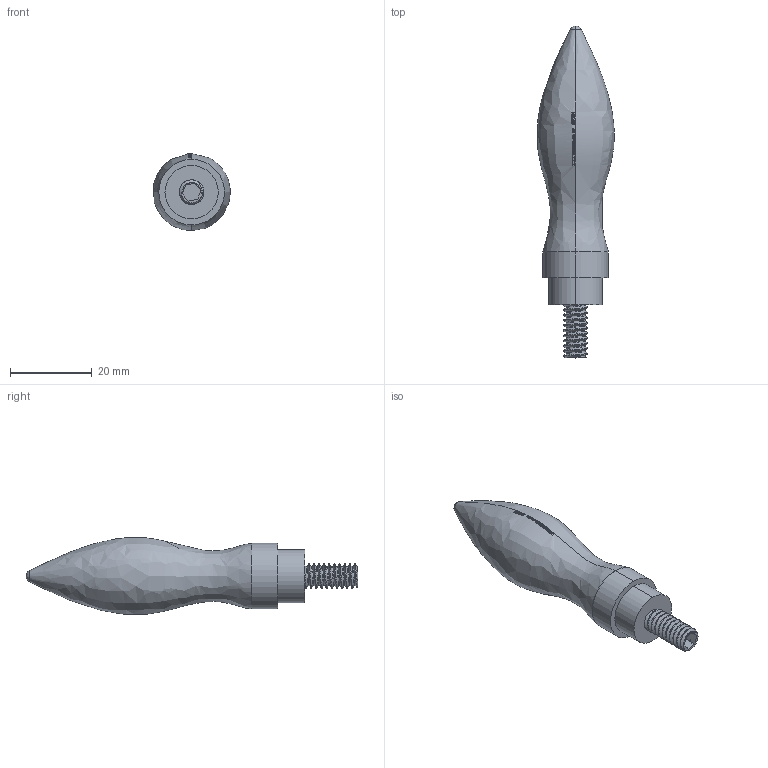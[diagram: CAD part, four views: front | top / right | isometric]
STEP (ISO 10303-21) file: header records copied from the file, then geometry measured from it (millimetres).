
FILE_DESCRIPTION (( 'STEP AP214' ), '1' );
FILE_NAME ('02791-Revolving Grip Thermoplastic Black M8.STEP', '2018-11-20T23:21:18', ( '' ), ( '' ), 'SwSTEP 2.0', 'SolidWorks 2018', '' );
FILE_SCHEMA (( 'AUTOMOTIVE_DESIGN' ));
Length unit declared in the file: millimetre
Products named in the file (1): 02791-Revolving Grip Thermoplastic Black M8
Bounding box: 18.68 x 81 x 18.8 mm (x, y, z)
Volume: 11478.1 mm3; surface area: 3968.7 mm2
Topology: 2 solids, 2 shells, 311 faces, 857 edges, 557 vertices
Faces by surface type: bspline 219, cone 33, plane 30, cylinder 25, torus 2, sphere 2
Entity records: 20815 total; most frequent: CARTESIAN_POINT 14936, ORIENTED_EDGE 1714, EDGE_CURVE 857, B_SPLINE_CURVE_WITH_KNOTS 687, VERTEX_POINT 557, DIRECTION 415, EDGE_LOOP 318, ADVANCED_FACE 311
